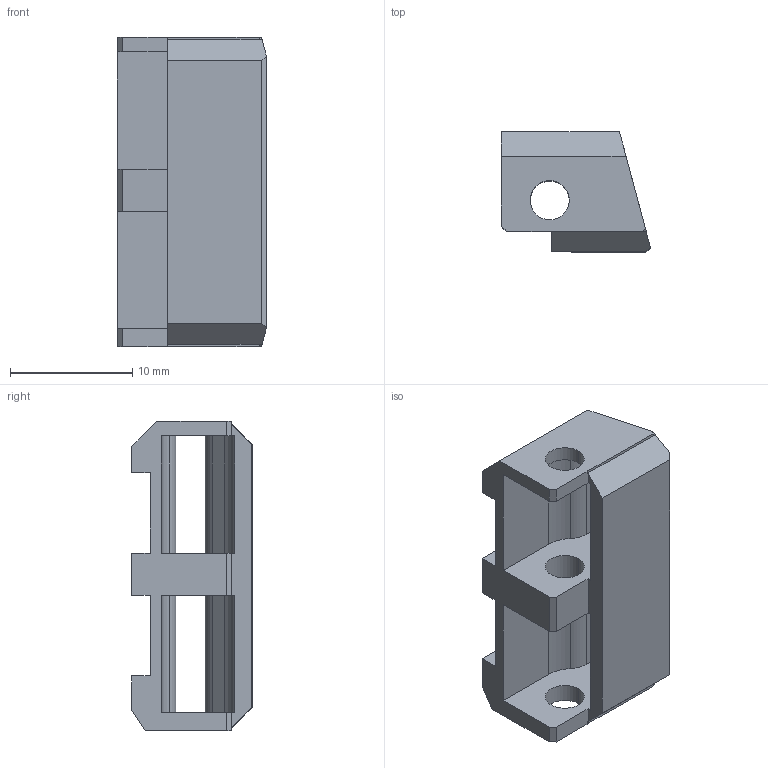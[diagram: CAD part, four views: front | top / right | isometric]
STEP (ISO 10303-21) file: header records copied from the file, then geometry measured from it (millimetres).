
FILE_DESCRIPTION (( 'STEP AP214' ), '1' );
FILE_NAME ('Archetype_RailMount_MGN9-9mm_TIGHT(STANDARD)_Clampx2.STEP', '2023-09-13T06:04:16', ( '' ), ( '' ), 'SwSTEP 2.0', 'SolidWorks 2022', '' );
FILE_SCHEMA (( 'AUTOMOTIVE_DESIGN' ));
Length unit declared in the file: millimetre
Products named in the file (1): Archetype_RailMount_MGN9-9mm_TIGHT(STANDARD)_Clampx2
Bounding box: 12.21 x 9.86 x 25.34 mm (x, y, z)
Volume: 1321.5 mm3; surface area: 1562.2 mm2
Topology: 1 solids, 1 shells, 58 faces, 172 edges, 114 vertices
Faces by surface type: plane 44, cylinder 14
Entity records: 1982 total; most frequent: CARTESIAN_POINT 345, ORIENTED_EDGE 344, DIRECTION 318, EDGE_CURVE 172, LINE 144, VECTOR 144, VERTEX_POINT 114, AXIS2_PLACEMENT_3D 87
